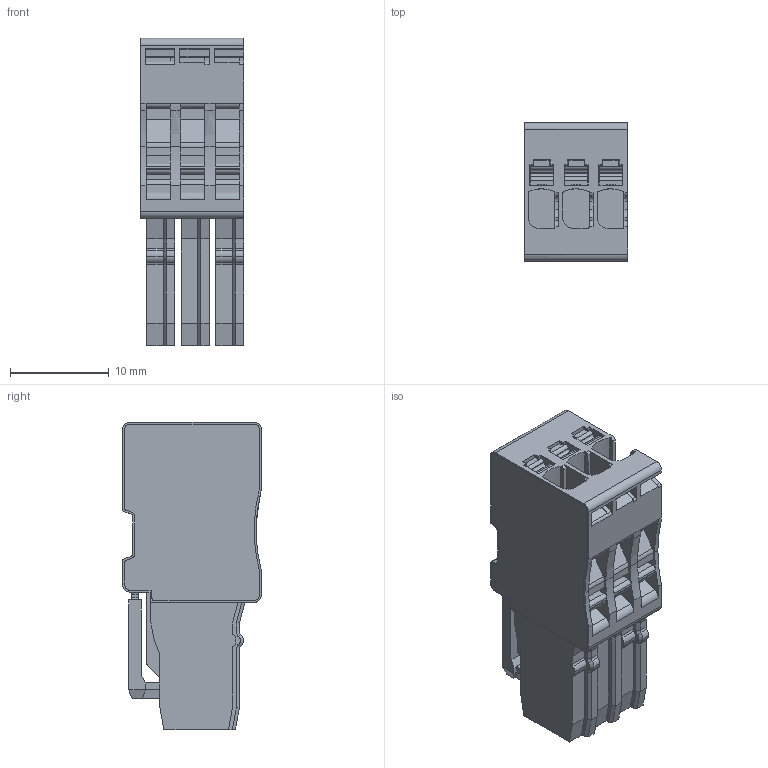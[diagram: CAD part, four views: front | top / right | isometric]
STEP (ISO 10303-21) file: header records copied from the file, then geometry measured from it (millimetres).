
FILE_DESCRIPTION(('CATIA V5 STEP Exchange','CAx-IF Rec.Pracs.--- Model Styling and Organization---1.4--- 2014-01-23'),'2;1');
FILE_NAME ('106177-1_2', '2021-11-29T08:34:49+00:00', ('none'), ('Weidmueller'), 'CATIA Version 5-6 Release 2016 SP3 HF44', 'CATIA V5 STEP AP214', 'none');
FILE_SCHEMA(('AUTOMOTIVE_DESIGN { 1 0 10303 214 1 1 1 1 }'));
Length unit declared in the file: millimetre
Products named in the file (1): 2482360000
Bounding box: 10.5 x 14 x 31.15 mm (x, y, z)
Volume: 2948.3 mm3; surface area: 3629.6 mm2
Topology: 7 solids, 16 shells, 1206 faces, 3495 edges, 2318 vertices
Faces by surface type: plane 734, cylinder 426, bspline 33, cone 9, extrusion 4
Entity records: 41154 total; most frequent: CARTESIAN_POINT 10864, ORIENTED_EDGE 6990, DIRECTION 5154, EDGE_CURVE 3495, VECTOR 2507, LINE 2503, VERTEX_POINT 2318, AXIS2_PLACEMENT_3D 1574
